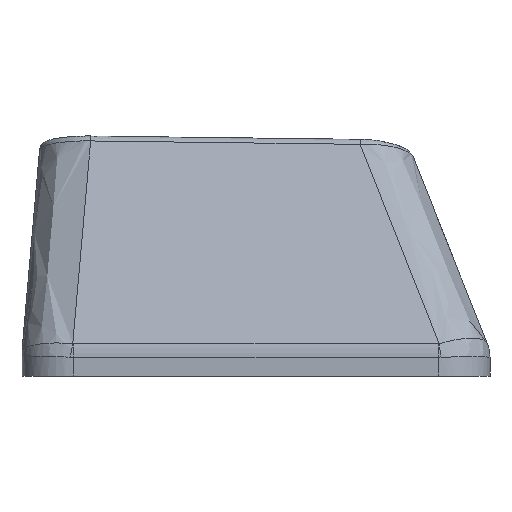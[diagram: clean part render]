
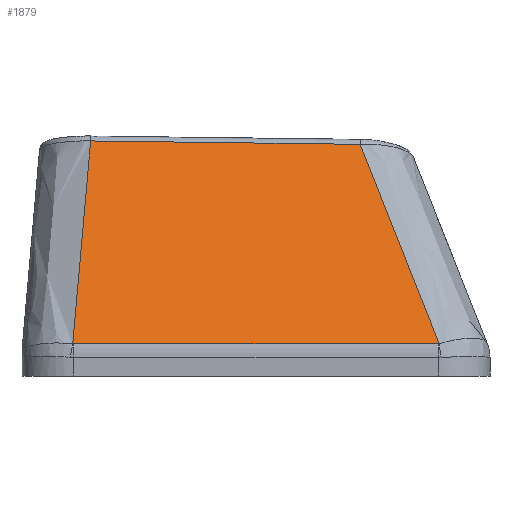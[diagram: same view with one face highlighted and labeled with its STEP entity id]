
A CAD part, left-side view. The second image highlights one B-rep face of the part: STEP entity #1879.
In plain terms, the highlighted free-form (B-spline) face has degree [3, 3] with [4, 4] control points.
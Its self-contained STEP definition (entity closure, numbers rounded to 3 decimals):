
#241=FACE_OUTER_BOUND('',#339,.T.);
#339=EDGE_LOOP('',(#1465,#1466,#1467,#1468,#1469,#1470));
#544=B_SPLINE_CURVE_WITH_KNOTS('',3,(#4231,#4232,#4233,#4234),
 .UNSPECIFIED.,.F.,.F.,(4,4),(0.,0.003),.UNSPECIFIED.);
#546=B_SPLINE_CURVE_WITH_KNOTS('',3,(#4258,#4259,#4260,#4261),
 .UNSPECIFIED.,.F.,.F.,(4,4),(0.,1.416),.UNSPECIFIED.);
#548=B_SPLINE_CURVE_WITH_KNOTS('',3,(#4285,#4286,#4287,#4288),
 .UNSPECIFIED.,.F.,.F.,(4,4),(0.,0.003),.UNSPECIFIED.);
#551=B_SPLINE_CURVE_WITH_KNOTS('',3,(#4384,#4385,#4386,#4387),
 .UNSPECIFIED.,.F.,.F.,(4,4),(0.032,0.914),
 .UNSPECIFIED.);
#552=B_SPLINE_CURVE_WITH_KNOTS('',3,(#4389,#4390,#4391,#4392),
 .UNSPECIFIED.,.F.,.F.,(4,4),(-1.046,0.),
 .UNSPECIFIED.);
#553=B_SPLINE_CURVE_WITH_KNOTS('',3,(#4393,#4394,#4395,#4396),
 .UNSPECIFIED.,.F.,.F.,(4,4),(-0.869,-0.026),
 .UNSPECIFIED.);
#761=VERTEX_POINT('',#4190);
#763=VERTEX_POINT('',#4229);
#765=VERTEX_POINT('',#4256);
#767=VERTEX_POINT('',#4283);
#774=VERTEX_POINT('',#4383);
#775=VERTEX_POINT('',#4388);
#1010=EDGE_CURVE('',#763,#761,#544,.T.);
#1013=EDGE_CURVE('',#765,#763,#546,.T.);
#1016=EDGE_CURVE('',#767,#765,#548,.T.);
#1028=EDGE_CURVE('',#774,#767,#551,.T.);
#1029=EDGE_CURVE('',#775,#774,#552,.T.);
#1030=EDGE_CURVE('',#761,#775,#553,.T.);
#1465=ORIENTED_EDGE('',*,*,#1010,.F.);
#1466=ORIENTED_EDGE('',*,*,#1013,.F.);
#1467=ORIENTED_EDGE('',*,*,#1016,.F.);
#1468=ORIENTED_EDGE('',*,*,#1028,.F.);
#1469=ORIENTED_EDGE('',*,*,#1029,.F.);
#1470=ORIENTED_EDGE('',*,*,#1030,.F.);
#1814=B_SPLINE_SURFACE_WITH_KNOTS('',3,3,((#4367,#4368,#4369,#4370),(#4371,
#4372,#4373,#4374),(#4375,#4376,#4377,#4378),(#4379,#4380,#4381,#4382)),
 .UNSPECIFIED.,.F.,.F.,.F.,(4,4),(4,4),(0.104,0.892),
(0.029,0.97),.UNSPECIFIED.);
#1879=ADVANCED_FACE('',(#241),#1814,.T.);
#4190=CARTESIAN_POINT('',(-8.986,7.111,0.255));
#4229=CARTESIAN_POINT('',(-8.987,7.08,0.253));
#4231=CARTESIAN_POINT('Ctrl Pts',(-8.987,7.08,0.253));
#4232=CARTESIAN_POINT('Ctrl Pts',(-8.987,7.091,0.253));
#4233=CARTESIAN_POINT('Ctrl Pts',(-8.986,7.101,0.254));
#4234=CARTESIAN_POINT('Ctrl Pts',(-8.986,7.111,0.255));
#4256=CARTESIAN_POINT('',(-8.984,-7.081,0.255));
#4258=CARTESIAN_POINT('Ctrl Pts',(-8.984,-7.081,0.255));
#4259=CARTESIAN_POINT('Ctrl Pts',(-8.985,-2.36,0.255));
#4260=CARTESIAN_POINT('Ctrl Pts',(-8.986,2.36,0.254));
#4261=CARTESIAN_POINT('Ctrl Pts',(-8.987,7.08,0.253));
#4283=CARTESIAN_POINT('',(-8.984,-7.106,0.257));
#4285=CARTESIAN_POINT('Ctrl Pts',(-8.984,-7.106,0.257));
#4286=CARTESIAN_POINT('Ctrl Pts',(-8.984,-7.098,0.256));
#4287=CARTESIAN_POINT('Ctrl Pts',(-8.984,-7.089,0.255));
#4288=CARTESIAN_POINT('Ctrl Pts',(-8.984,-7.081,0.255));
#4367=CARTESIAN_POINT('Ctrl Pts',(-6.06,-4.418,8.028));
#4368=CARTESIAN_POINT('Ctrl Pts',(-7.036,-5.315,5.435));
#4369=CARTESIAN_POINT('Ctrl Pts',(-8.011,-6.212,2.843));
#4370=CARTESIAN_POINT('Ctrl Pts',(-8.987,-7.109,0.25));
#4371=CARTESIAN_POINT('Ctrl Pts',(-6.06,-0.669,
8.062));
#4372=CARTESIAN_POINT('Ctrl Pts',(-7.036,-1.236,5.458));
#4373=CARTESIAN_POINT('Ctrl Pts',(-8.011,-1.802,2.854));
#4374=CARTESIAN_POINT('Ctrl Pts',(-8.987,-2.369,0.251));
#4375=CARTESIAN_POINT('Ctrl Pts',(-6.06,3.08,8.095));
#4376=CARTESIAN_POINT('Ctrl Pts',(-7.036,2.844,5.481));
#4377=CARTESIAN_POINT('Ctrl Pts',(-8.011,2.607,2.866));
#4378=CARTESIAN_POINT('Ctrl Pts',(-8.987,2.371,0.252));
#4379=CARTESIAN_POINT('Ctrl Pts',(-6.06,6.828,8.128));
#4380=CARTESIAN_POINT('Ctrl Pts',(-7.036,6.923,5.503));
#4381=CARTESIAN_POINT('Ctrl Pts',(-8.011,7.017,2.878));
#4382=CARTESIAN_POINT('Ctrl Pts',(-8.987,7.111,0.253));
#4383=CARTESIAN_POINT('',(-6.075,-4.042,7.993));
#4384=CARTESIAN_POINT('Ctrl Pts',(-6.075,-4.042,7.993));
#4385=CARTESIAN_POINT('Ctrl Pts',(-7.044,-5.063,5.414));
#4386=CARTESIAN_POINT('Ctrl Pts',(-8.014,-6.085,2.836));
#4387=CARTESIAN_POINT('Ctrl Pts',(-8.984,-7.106,0.257));
#4388=CARTESIAN_POINT('',(-6.06,6.417,8.125));
#4389=CARTESIAN_POINT('Ctrl Pts',(-6.06,6.417,8.125));
#4390=CARTESIAN_POINT('Ctrl Pts',(-6.065,2.93,8.081));
#4391=CARTESIAN_POINT('Ctrl Pts',(-6.07,-0.556,8.038));
#4392=CARTESIAN_POINT('Ctrl Pts',(-6.075,-4.042,7.993));
#4393=CARTESIAN_POINT('Ctrl Pts',(-8.986,7.111,0.255));
#4394=CARTESIAN_POINT('Ctrl Pts',(-8.011,6.88,2.879));
#4395=CARTESIAN_POINT('Ctrl Pts',(-7.036,6.649,5.502));
#4396=CARTESIAN_POINT('Ctrl Pts',(-6.06,6.417,8.125));
